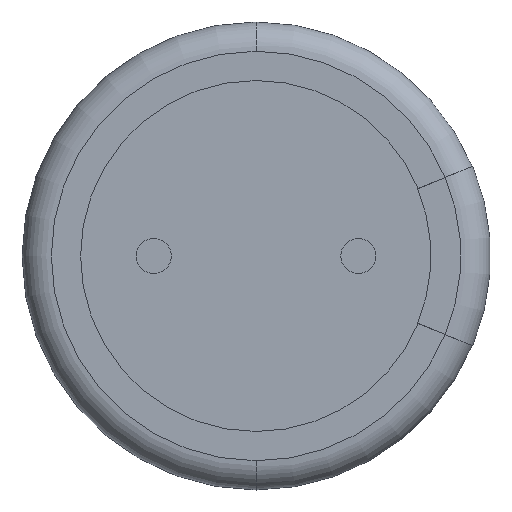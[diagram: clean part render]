
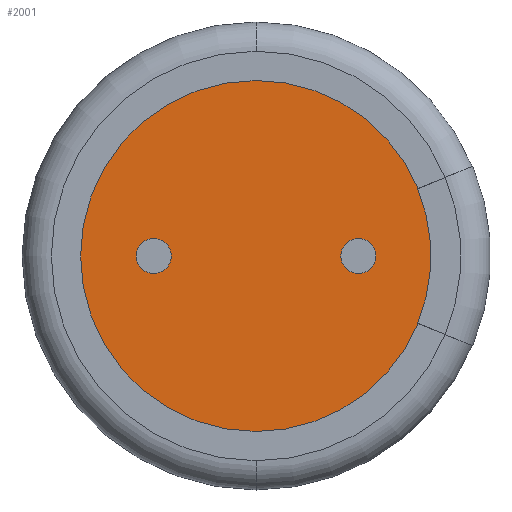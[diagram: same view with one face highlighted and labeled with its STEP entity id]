
A CAD part, front view. The second image highlights one B-rep face of the part: STEP entity #2001.
In plain terms, the highlighted planar face has unit normal (0, -1, 0).
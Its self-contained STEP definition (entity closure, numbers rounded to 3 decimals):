
#43 = EDGE_CURVE ( 'NONE', #1542, #1978, #476, .T. ) ;
#67 = DIRECTION ( 'NONE',  ( 0., -1., 0. ) ) ;
#95 = FACE_BOUND ( 'NONE', #2202, .T. ) ;
#143 = CARTESIAN_POINT ( 'NONE',  ( 1.75, 0.3, 0.3 ) ) ;
#206 = VERTEX_POINT ( 'NONE', #324 ) ;
#218 = DIRECTION ( 'NONE',  ( 0., -1., 0. ) ) ;
#224 = EDGE_CURVE ( 'NONE', #690, #206, #1689, .T. ) ;
#228 = DIRECTION ( 'NONE',  ( 0., -1., 0. ) ) ;
#241 = CIRCLE ( 'NONE', #571, 3. ) ;
#263 = AXIS2_PLACEMENT_3D ( 'NONE', #1960, #67, #1607 ) ;
#267 = DIRECTION ( 'NONE',  ( 0., 0., -1. ) ) ;
#298 = CARTESIAN_POINT ( 'NONE',  ( -1.75, 0.3, 0. ) ) ;
#310 = CIRCLE ( 'NONE', #263, 0.3 ) ;
#324 = CARTESIAN_POINT ( 'NONE',  ( 2.77, 0.3, -1.152 ) ) ;
#337 = CIRCLE ( 'NONE', #938, 0.3 ) ;
#373 = DIRECTION ( 'NONE',  ( 0., -1., 0. ) ) ;
#404 = DIRECTION ( 'NONE',  ( 0., -1., 0. ) ) ;
#476 = CIRCLE ( 'NONE', #1465, 3. ) ;
#478 = DIRECTION ( 'NONE',  ( 0., -1., 0. ) ) ;
#488 = CARTESIAN_POINT ( 'NONE',  ( -1.75, 0.3, -0.3 ) ) ;
#516 = VERTEX_POINT ( 'NONE', #952 ) ;
#544 = ORIENTED_EDGE ( 'NONE', *, *, #224, .T. ) ;
#549 = CARTESIAN_POINT ( 'NONE',  ( 1.75, 0.3, 0. ) ) ;
#552 = DIRECTION ( 'NONE',  ( 0., 0., 1. ) ) ;
#571 = AXIS2_PLACEMENT_3D ( 'NONE', #1977, #772, #961 ) ;
#592 = CARTESIAN_POINT ( 'NONE',  ( 0., 0.3, 0. ) ) ;
#596 = VERTEX_POINT ( 'NONE', #1022 ) ;
#599 = AXIS2_PLACEMENT_3D ( 'NONE', #592, #1895, #759 ) ;
#607 = CARTESIAN_POINT ( 'NONE',  ( 0., 0.3, -3. ) ) ;
#643 = ORIENTED_EDGE ( 'NONE', *, *, #839, .F. ) ;
#645 = CARTESIAN_POINT ( 'NONE',  ( 0., 0.3, 3. ) ) ;
#650 = ORIENTED_EDGE ( 'NONE', *, *, #1933, .T. ) ;
#677 = LINE ( 'NONE', #1713, #1433 ) ;
#678 = DIRECTION ( 'NONE',  ( -0.924, 0., 0.383 ) ) ;
#690 = VERTEX_POINT ( 'NONE', #607 ) ;
#703 = CARTESIAN_POINT ( 'NONE',  ( -0.001, 0.3, 0.004 ) ) ;
#727 = CARTESIAN_POINT ( 'NONE',  ( 2.762, 0.3, 1.148 ) ) ;
#759 = DIRECTION ( 'NONE',  ( 0., 0., -1. ) ) ;
#768 = EDGE_CURVE ( 'NONE', #1085, #1978, #1637, .T. ) ;
#772 = DIRECTION ( 'NONE',  ( 0., -1., 0. ) ) ;
#835 = CIRCLE ( 'NONE', #982, 0.3 ) ;
#839 = EDGE_CURVE ( 'NONE', #596, #947, #310, .T. ) ;
#860 = FACE_OUTER_BOUND ( 'NONE', #1957, .T. ) ;
#877 = DIRECTION ( 'NONE',  ( 0., 0., -1. ) ) ;
#913 = CARTESIAN_POINT ( 'NONE',  ( 0., 0.3, 0. ) ) ;
#938 = AXIS2_PLACEMENT_3D ( 'NONE', #1534, #373, #552 ) ;
#947 = VERTEX_POINT ( 'NONE', #488 ) ;
#952 = CARTESIAN_POINT ( 'NONE',  ( 1.75, 0.3, -0.3 ) ) ;
#961 = DIRECTION ( 'NONE',  ( 0., 0., -1. ) ) ;
#966 = DIRECTION ( 'NONE',  ( 0., 0., -1. ) ) ;
#975 = AXIS2_PLACEMENT_3D ( 'NONE', #913, #228, #1249 ) ;
#982 = AXIS2_PLACEMENT_3D ( 'NONE', #549, #478, #1608 ) ;
#1022 = CARTESIAN_POINT ( 'NONE',  ( -1.75, 0.3, 0.3 ) ) ;
#1043 = CARTESIAN_POINT ( 'NONE',  ( -0.01, 0.3, 0. ) ) ;
#1085 = VERTEX_POINT ( 'NONE', #1388 ) ;
#1192 = AXIS2_PLACEMENT_3D ( 'NONE', #2015, #218, #877 ) ;
#1237 = FACE_BOUND ( 'NONE', #1282, .T. ) ;
#1249 = DIRECTION ( 'NONE',  ( 0., 0., -1. ) ) ;
#1282 = EDGE_LOOP ( 'NONE', ( #643, #1782 ) ) ;
#1297 = ORIENTED_EDGE ( 'NONE', *, *, #2043, .T. ) ;
#1318 = EDGE_CURVE ( 'NONE', #947, #596, #1889, .T. ) ;
#1341 = PLANE ( 'NONE',  #599 ) ;
#1347 = ORIENTED_EDGE ( 'NONE', *, *, #1357, .F. ) ;
#1357 = EDGE_CURVE ( 'NONE', #2013, #516, #337, .T. ) ;
#1388 = CARTESIAN_POINT ( 'NONE',  ( 2.77, 0.3, 1.152 ) ) ;
#1417 = AXIS2_PLACEMENT_3D ( 'NONE', #298, #1999, #966 ) ;
#1433 = VECTOR ( 'NONE', #678, 1000. ) ;
#1465 = AXIS2_PLACEMENT_3D ( 'NONE', #1043, #404, #267 ) ;
#1468 = ORIENTED_EDGE ( 'NONE', *, *, #1740, .T. ) ;
#1534 = CARTESIAN_POINT ( 'NONE',  ( 1.75, 0.3, 0. ) ) ;
#1542 = VERTEX_POINT ( 'NONE', #1953 ) ;
#1565 = DIRECTION ( 'NONE',  ( -0.924, 0., -0.383 ) ) ;
#1595 = EDGE_CURVE ( 'NONE', #516, #2013, #835, .T. ) ;
#1607 = DIRECTION ( 'NONE',  ( 0., 0., -1. ) ) ;
#1608 = DIRECTION ( 'NONE',  ( 0., 0., 1. ) ) ;
#1625 = CIRCLE ( 'NONE', #975, 3. ) ;
#1637 = LINE ( 'NONE', #703, #2028 ) ;
#1689 = CIRCLE ( 'NONE', #1192, 3. ) ;
#1713 = CARTESIAN_POINT ( 'NONE',  ( -0.001, 0.3, -0.004 ) ) ;
#1740 = EDGE_CURVE ( 'NONE', #1085, #1990, #241, .T. ) ;
#1782 = ORIENTED_EDGE ( 'NONE', *, *, #1318, .F. ) ;
#1792 = ORIENTED_EDGE ( 'NONE', *, *, #1595, .F. ) ;
#1889 = CIRCLE ( 'NONE', #1417, 0.3 ) ;
#1895 = DIRECTION ( 'NONE',  ( 0., -1., 0. ) ) ;
#1933 = EDGE_CURVE ( 'NONE', #1990, #690, #1625, .T. ) ;
#1953 = CARTESIAN_POINT ( 'NONE',  ( 2.762, 0.3, -1.148 ) ) ;
#1957 = EDGE_LOOP ( 'NONE', ( #2125, #1468, #650, #544, #1297, #2169 ) ) ;
#1960 = CARTESIAN_POINT ( 'NONE',  ( -1.75, 0.3, 0. ) ) ;
#1977 = CARTESIAN_POINT ( 'NONE',  ( 0., 0.3, 0. ) ) ;
#1978 = VERTEX_POINT ( 'NONE', #727 ) ;
#1990 = VERTEX_POINT ( 'NONE', #645 ) ;
#1999 = DIRECTION ( 'NONE',  ( 0., -1., 0. ) ) ;
#2001 = ADVANCED_FACE ( 'NONE', ( #860, #1237, #95 ), #1341, .T. ) ;
#2013 = VERTEX_POINT ( 'NONE', #143 ) ;
#2015 = CARTESIAN_POINT ( 'NONE',  ( 0., 0.3, 0. ) ) ;
#2028 = VECTOR ( 'NONE', #1565, 1000. ) ;
#2043 = EDGE_CURVE ( 'NONE', #206, #1542, #677, .T. ) ;
#2125 = ORIENTED_EDGE ( 'NONE', *, *, #768, .F. ) ;
#2169 = ORIENTED_EDGE ( 'NONE', *, *, #43, .T. ) ;
#2202 = EDGE_LOOP ( 'NONE', ( #1347, #1792 ) ) ;
